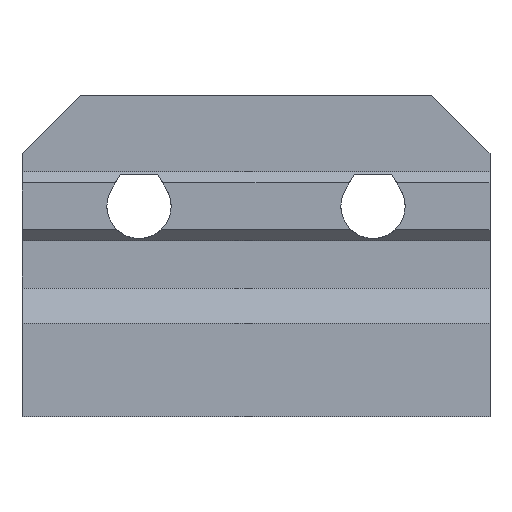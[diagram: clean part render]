
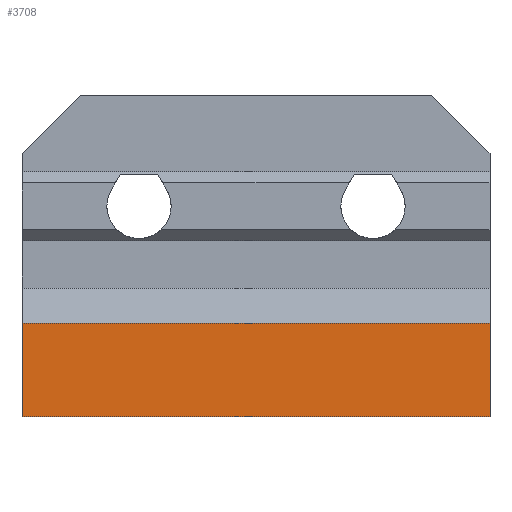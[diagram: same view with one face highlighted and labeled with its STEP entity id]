
A CAD part, left-side view. The second image highlights one B-rep face of the part: STEP entity #3708.
In plain terms, the highlighted planar face has unit normal (-1, 0, 0).
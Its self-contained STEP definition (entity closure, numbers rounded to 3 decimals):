
#72 = PLANE('',#73);
#73 = AXIS2_PLACEMENT_3D('',#74,#75,#76);
#74 = CARTESIAN_POINT('',(0.218,20.,2.122));
#75 = DIRECTION('',(0.,1.,0.));
#76 = DIRECTION('',(0.,0.,1.));
#128 = PLANE('',#129);
#129 = AXIS2_PLACEMENT_3D('',#130,#131,#132);
#130 = CARTESIAN_POINT('',(0.218,-20.,2.122));
#131 = DIRECTION('',(0.,1.,0.));
#132 = DIRECTION('',(0.,0.,1.));
#785 = VERTEX_POINT('',#786);
#786 = CARTESIAN_POINT('',(-18.,20.,-8.));
#800 = PLANE('',#801);
#801 = AXIS2_PLACEMENT_3D('',#802,#803,#804);
#802 = CARTESIAN_POINT('',(0.,20.,-8.));
#803 = DIRECTION('',(0.,0.,-1.));
#804 = DIRECTION('',(-1.,0.,0.));
#812 = EDGE_CURVE('',#785,#813,#815,.T.);
#813 = VERTEX_POINT('',#814);
#814 = CARTESIAN_POINT('',(-18.,20.,0.));
#815 = SURFACE_CURVE('',#816,(#820,#827),.PCURVE_S1.);
#816 = LINE('',#817,#818);
#817 = CARTESIAN_POINT('',(-18.,20.,-8.));
#818 = VECTOR('',#819,1.);
#819 = DIRECTION('',(0.,0.,1.));
#820 = PCURVE('',#72,#821);
#821 = DEFINITIONAL_REPRESENTATION('',(#822),#826);
#822 = LINE('',#823,#824);
#823 = CARTESIAN_POINT('',(-10.122,-18.218));
#824 = VECTOR('',#825,1.);
#825 = DIRECTION('',(1.,0.));
#826 = ( GEOMETRIC_REPRESENTATION_CONTEXT(2) 
PARAMETRIC_REPRESENTATION_CONTEXT() REPRESENTATION_CONTEXT('2D SPACE',''
  ) );
#827 = PCURVE('',#828,#833);
#828 = PLANE('',#829);
#829 = AXIS2_PLACEMENT_3D('',#830,#831,#832);
#830 = CARTESIAN_POINT('',(-18.,20.,-8.));
#831 = DIRECTION('',(-1.,0.,0.));
#832 = DIRECTION('',(0.,0.,1.));
#833 = DEFINITIONAL_REPRESENTATION('',(#834),#838);
#834 = LINE('',#835,#836);
#835 = CARTESIAN_POINT('',(0.,0.));
#836 = VECTOR('',#837,1.);
#837 = DIRECTION('',(1.,0.));
#838 = ( GEOMETRIC_REPRESENTATION_CONTEXT(2) 
PARAMETRIC_REPRESENTATION_CONTEXT() REPRESENTATION_CONTEXT('2D SPACE',''
  ) );
#856 = PLANE('',#857);
#857 = AXIS2_PLACEMENT_3D('',#858,#859,#860);
#858 = CARTESIAN_POINT('',(-18.,20.,0.));
#859 = DIRECTION('',(0.,0.,1.));
#860 = DIRECTION('',(1.,0.,0.));
#1819 = VERTEX_POINT('',#1820);
#1820 = CARTESIAN_POINT('',(-18.,-20.,-8.));
#1841 = EDGE_CURVE('',#1819,#1842,#1844,.T.);
#1842 = VERTEX_POINT('',#1843);
#1843 = CARTESIAN_POINT('',(-18.,-20.,0.));
#1844 = SURFACE_CURVE('',#1845,(#1849,#1856),.PCURVE_S1.);
#1845 = LINE('',#1846,#1847);
#1846 = CARTESIAN_POINT('',(-18.,-20.,-8.));
#1847 = VECTOR('',#1848,1.);
#1848 = DIRECTION('',(0.,0.,1.));
#1849 = PCURVE('',#128,#1850);
#1850 = DEFINITIONAL_REPRESENTATION('',(#1851),#1855);
#1851 = LINE('',#1852,#1853);
#1852 = CARTESIAN_POINT('',(-10.122,-18.218));
#1853 = VECTOR('',#1854,1.);
#1854 = DIRECTION('',(1.,0.));
#1855 = ( GEOMETRIC_REPRESENTATION_CONTEXT(2) 
PARAMETRIC_REPRESENTATION_CONTEXT() REPRESENTATION_CONTEXT('2D SPACE',''
  ) );
#1856 = PCURVE('',#828,#1857);
#1857 = DEFINITIONAL_REPRESENTATION('',(#1858),#1862);
#1858 = LINE('',#1859,#1860);
#1859 = CARTESIAN_POINT('',(0.,-40.));
#1860 = VECTOR('',#1861,1.);
#1861 = DIRECTION('',(1.,0.));
#1862 = ( GEOMETRIC_REPRESENTATION_CONTEXT(2) 
PARAMETRIC_REPRESENTATION_CONTEXT() REPRESENTATION_CONTEXT('2D SPACE',''
  ) );
#3660 = EDGE_CURVE('',#785,#1819,#3661,.T.);
#3661 = SURFACE_CURVE('',#3662,(#3666,#3673),.PCURVE_S1.);
#3662 = LINE('',#3663,#3664);
#3663 = CARTESIAN_POINT('',(-18.,20.,-8.));
#3664 = VECTOR('',#3665,1.);
#3665 = DIRECTION('',(0.,-1.,0.));
#3666 = PCURVE('',#800,#3667);
#3667 = DEFINITIONAL_REPRESENTATION('',(#3668),#3672);
#3668 = LINE('',#3669,#3670);
#3669 = CARTESIAN_POINT('',(18.,0.));
#3670 = VECTOR('',#3671,1.);
#3671 = DIRECTION('',(0.,-1.));
#3672 = ( GEOMETRIC_REPRESENTATION_CONTEXT(2) 
PARAMETRIC_REPRESENTATION_CONTEXT() REPRESENTATION_CONTEXT('2D SPACE',''
  ) );
#3673 = PCURVE('',#828,#3674);
#3674 = DEFINITIONAL_REPRESENTATION('',(#3675),#3679);
#3675 = LINE('',#3676,#3677);
#3676 = CARTESIAN_POINT('',(0.,0.));
#3677 = VECTOR('',#3678,1.);
#3678 = DIRECTION('',(0.,-1.));
#3679 = ( GEOMETRIC_REPRESENTATION_CONTEXT(2) 
PARAMETRIC_REPRESENTATION_CONTEXT() REPRESENTATION_CONTEXT('2D SPACE',''
  ) );
#3708 = ADVANCED_FACE('',(#3709),#828,.T.);
#3709 = FACE_BOUND('',#3710,.T.);
#3710 = EDGE_LOOP('',(#3711,#3712,#3713,#3734));
#3711 = ORIENTED_EDGE('',*,*,#3660,.T.);
#3712 = ORIENTED_EDGE('',*,*,#1841,.T.);
#3713 = ORIENTED_EDGE('',*,*,#3714,.F.);
#3714 = EDGE_CURVE('',#813,#1842,#3715,.T.);
#3715 = SURFACE_CURVE('',#3716,(#3720,#3727),.PCURVE_S1.);
#3716 = LINE('',#3717,#3718);
#3717 = CARTESIAN_POINT('',(-18.,20.,0.));
#3718 = VECTOR('',#3719,1.);
#3719 = DIRECTION('',(0.,-1.,0.));
#3720 = PCURVE('',#828,#3721);
#3721 = DEFINITIONAL_REPRESENTATION('',(#3722),#3726);
#3722 = LINE('',#3723,#3724);
#3723 = CARTESIAN_POINT('',(8.,0.));
#3724 = VECTOR('',#3725,1.);
#3725 = DIRECTION('',(0.,-1.));
#3726 = ( GEOMETRIC_REPRESENTATION_CONTEXT(2) 
PARAMETRIC_REPRESENTATION_CONTEXT() REPRESENTATION_CONTEXT('2D SPACE',''
  ) );
#3727 = PCURVE('',#856,#3728);
#3728 = DEFINITIONAL_REPRESENTATION('',(#3729),#3733);
#3729 = LINE('',#3730,#3731);
#3730 = CARTESIAN_POINT('',(0.,0.));
#3731 = VECTOR('',#3732,1.);
#3732 = DIRECTION('',(0.,-1.));
#3733 = ( GEOMETRIC_REPRESENTATION_CONTEXT(2) 
PARAMETRIC_REPRESENTATION_CONTEXT() REPRESENTATION_CONTEXT('2D SPACE',''
  ) );
#3734 = ORIENTED_EDGE('',*,*,#812,.F.);
